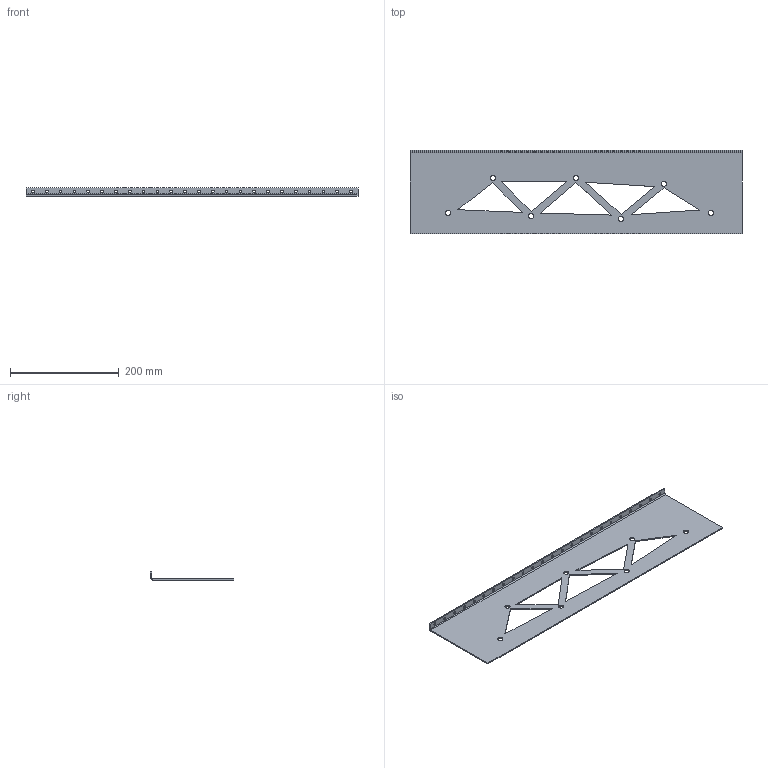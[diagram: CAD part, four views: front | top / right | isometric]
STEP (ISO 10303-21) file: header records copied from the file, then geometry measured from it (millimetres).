
FILE_DESCRIPTION(/* description */ ('STEP AP242','CAx-IF Rec.Pracs.---Representation and Presentation of Product Manufacturing Information (PMI)---4.0---2014-10-13','CAx-IF Rec.Pracs.---3D Tessellated Geometry---0.4---2014-09-14','2;1'),/* implementation_level */ '2;1');
FILE_NAME(/* name */ '669d9ae466fe196d2b5cb6ef',/* time_stamp */ '2024-07-21T23:33:56Z',/* author */ (''),/* organization */ (''),/* preprocessor_version */ 'ST-DEVELOPER v20',/* originating_system */ ' ',/* authorisation */ ' ');
FILE_SCHEMA (('AP242_MANAGED_MODEL_BASED_3D_ENGINEERING_MIM_LF { 1 0 10303 442 1 1 4 }'));
Length unit declared in the file: metre
Products named in the file (1): Part 1
Bounding box: 609.6 x 152.4 x 14.73 mm (x, y, z)
Volume: 167541.4 mm3; surface area: 172159.8 mm2
Topology: 1 solids, 1 shells, 60 faces, 166 edges, 108 vertices
Faces by surface type: cylinder 33, plane 27
Full cylindrical faces by diameter (mm): 4.978 x24, 9.525 x7
Entity records: 1943 total; most frequent: DIRECTION 323, CARTESIAN_POINT 304, ORIENTED_EDGE 270, EDGE_LOOP 163, FACE_BOUND 163, EDGE_CURVE 135, AXIS2_PLACEMENT_3D 127, VERTEX_POINT 108
